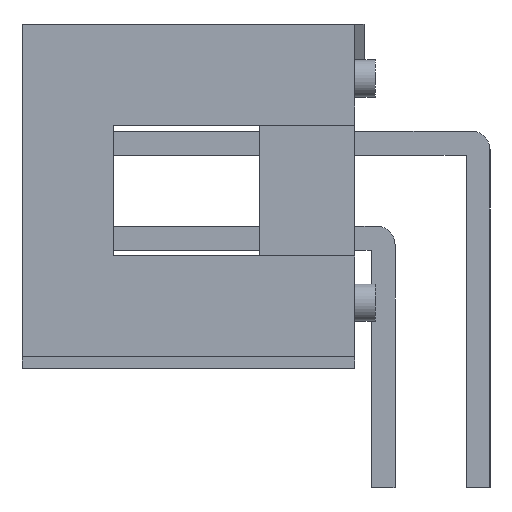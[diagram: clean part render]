
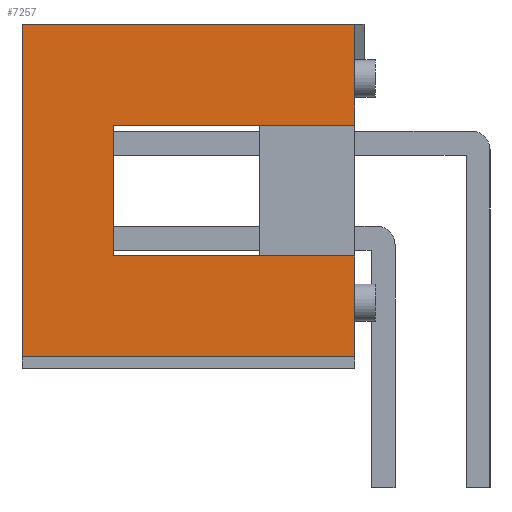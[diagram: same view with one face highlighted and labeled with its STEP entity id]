
A CAD part, left-side view. The second image highlights one B-rep face of the part: STEP entity #7257.
In plain terms, the highlighted planar face has unit normal (-1, 0, 0).
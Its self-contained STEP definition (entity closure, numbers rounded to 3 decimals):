
#5855=CARTESIAN_POINT('',(-12.7,8.48,6.5));
#5856=VERTEX_POINT('',#5855);
#5863=CARTESIAN_POINT('',(-12.7,8.48,3.));
#5864=VERTEX_POINT('',#5863);
#5865=CARTESIAN_POINT('',(-12.7,8.48,4.75));
#5866=DIRECTION('',(0.0,-0.0,1.0));
#5867=VECTOR('',#5866,1.0);
#5868=LINE('',#5865,#5867);
#5869=EDGE_CURVE('n� 1112',#5864,#5856,#5868,.T.);
#5893=CARTESIAN_POINT('',(-12.7,2.03,6.5));
#5894=VERTEX_POINT('',#5893);
#5901=CARTESIAN_POINT('',(-12.7,6.48,6.5));
#5902=DIRECTION('',(-0.0,-1.0,-0.0));
#5903=VECTOR('',#5902,1.0);
#5904=LINE('',#5901,#5903);
#5905=EDGE_CURVE('n� 1111',#5856,#5894,#5904,.T.);
#5917=CARTESIAN_POINT('',(-12.7,2.03,3.));
#5918=VERTEX_POINT('',#5917);
#5919=CARTESIAN_POINT('',(-12.7,6.48,3.));
#5920=DIRECTION('',(-0.0,1.0,0.));
#5921=VECTOR('',#5920,1.0);
#5922=LINE('',#5919,#5921);
#5923=EDGE_CURVE('n� 1105',#5918,#5864,#5922,.T.);
#6727=CARTESIAN_POINT('',(-12.7,10.93,0.3));
#6728=VERTEX_POINT('',#6727);
#6735=CARTESIAN_POINT('',(-12.7,10.93,9.2));
#6736=VERTEX_POINT('',#6735);
#6737=CARTESIAN_POINT('',(-12.7,10.93,4.75));
#6738=DIRECTION('',(-0.0,0.0,-1.0));
#6739=VECTOR('',#6738,1.0);
#6740=LINE('',#6737,#6739);
#6741=EDGE_CURVE('n� 1108',#6736,#6728,#6740,.T.);
#7218=CARTESIAN_POINT('',(-12.7,2.03,0.3));
#7219=VERTEX_POINT('',#7218);
#7220=CARTESIAN_POINT('',(-12.7,2.03,4.6));
#7221=DIRECTION('',(0.0,0.0,-1.0));
#7222=VECTOR('',#7221,1.0);
#7223=LINE('',#7220,#7222);
#7224=EDGE_CURVE('n� 112',#5918,#7219,#7223,.T.);
#7225=ORIENTED_EDGE('',*,*,#7224,.F.);
#7226=ORIENTED_EDGE('',*,*,#5923,.T.);
#7227=ORIENTED_EDGE('',*,*,#5869,.T.);
#7228=ORIENTED_EDGE('',*,*,#5905,.T.);
#7229=CARTESIAN_POINT('',(-12.7,2.03,9.2));
#7230=VERTEX_POINT('',#7229);
#7231=CARTESIAN_POINT('',(-12.7,2.03,4.6));
#7232=DIRECTION('',(0.0,0.0,-1.0));
#7233=VECTOR('',#7232,1.0);
#7234=LINE('',#7231,#7233);
#7235=EDGE_CURVE('n� 116',#7230,#5894,#7234,.T.);
#7236=ORIENTED_EDGE('',*,*,#7235,.F.);
#7237=CARTESIAN_POINT('',(-12.7,6.355,9.2));
#7238=DIRECTION('',(-0.0,-1.0,-0.0));
#7239=VECTOR('',#7238,1.0);
#7240=LINE('',#7237,#7239);
#7241=EDGE_CURVE('n� 841',#6736,#7230,#7240,.T.);
#7242=ORIENTED_EDGE('',*,*,#7241,.F.);
#7243=ORIENTED_EDGE('',*,*,#6741,.T.);
#7244=CARTESIAN_POINT('',(-12.7,6.48,0.3));
#7245=DIRECTION('',(0.0,1.0,0.0));
#7246=VECTOR('',#7245,1.0);
#7247=LINE('',#7244,#7246);
#7248=EDGE_CURVE('n� 1086',#7219,#6728,#7247,.T.);
#7249=ORIENTED_EDGE('',*,*,#7248,.F.);
#7250=EDGE_LOOP('',(#7225,#7226,#7227,#7228,#7236,#7242,#7243,#7249));
#7251=FACE_OUTER_BOUND('',#7250,.T.);
#7252=CARTESIAN_POINT('',(-12.7,2.03,0.3));
#7253=DIRECTION('',(-1.0,0.0,0.0));
#7254=DIRECTION('',(0.0,-0.0,1.0));
#7255=AXIS2_PLACEMENT_3D('',#7252,#7253,#7254);
#7256=PLANE('',#7255);
#7257=ADVANCED_FACE('n� 1102',(#7251),#7256,.T.);
